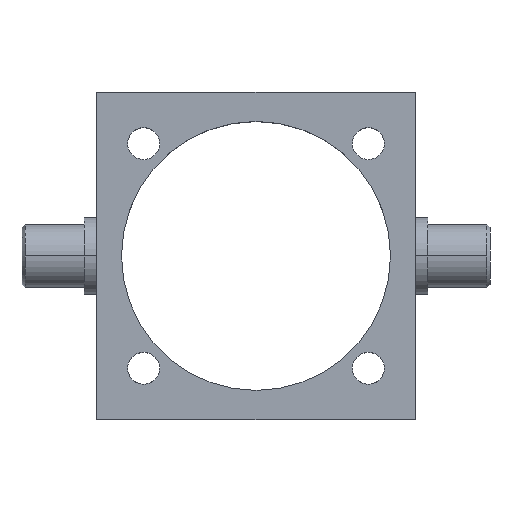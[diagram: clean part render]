
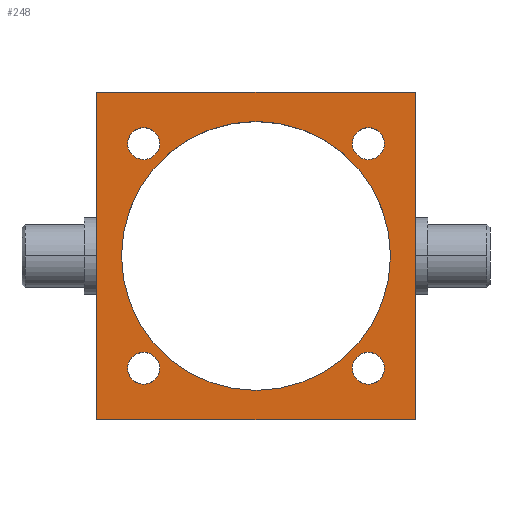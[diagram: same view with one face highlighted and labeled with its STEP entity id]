
A CAD part, top view. The second image highlights one B-rep face of the part: STEP entity #248.
In plain terms, the highlighted planar face has unit normal (0, 0, 1).
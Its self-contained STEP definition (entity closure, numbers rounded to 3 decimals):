
#12 = DIRECTION ( 'NONE',  ( 1., 0., 0. ) ) ;
#14 = DIRECTION ( 'NONE',  ( 0., 0., 1. ) ) ;
#17 = CARTESIAN_POINT ( 'NONE',  ( -51., -52.5, 12.5 ) ) ;
#25 = CARTESIAN_POINT ( 'NONE',  ( 51., 52.5, 12.5 ) ) ;
#31 = DIRECTION ( 'NONE',  ( 0., 1., 0. ) ) ;
#34 = DIRECTION ( 'NONE',  ( 0., -1., 0. ) ) ;
#35 = CARTESIAN_POINT ( 'NONE',  ( -51., 52.5, 12.5 ) ) ;
#38 = DIRECTION ( 'NONE',  ( 1., 0., 0. ) ) ;
#39 = DIRECTION ( 'NONE',  ( 0., 0., 1. ) ) ;
#40 = DIRECTION ( 'NONE',  ( 1., 0., 0. ) ) ;
#41 = DIRECTION ( 'NONE',  ( 0., 0., 1. ) ) ;
#46 = CARTESIAN_POINT ( 'NONE',  ( 36., 36., 12.5 ) ) ;
#50 = DIRECTION ( 'NONE',  ( 1., 0., 0. ) ) ;
#53 = DIRECTION ( 'NONE',  ( 0., 0., 1. ) ) ;
#54 = CARTESIAN_POINT ( 'NONE',  ( -36., 36., 12.5 ) ) ;
#55 = DIRECTION ( 'NONE',  ( 1., 0., 0. ) ) ;
#56 = DIRECTION ( 'NONE',  ( 0., 0., 1. ) ) ;
#72 = CARTESIAN_POINT ( 'NONE',  ( -36., -36., 12.5 ) ) ;
#83 = CARTESIAN_POINT ( 'NONE',  ( 0., 0., 12.5 ) ) ;
#96 = CARTESIAN_POINT ( 'NONE',  ( 0., 0., 12.5 ) ) ;
#106 = DIRECTION ( 'NONE',  ( 1., 0., 0. ) ) ;
#178 = CARTESIAN_POINT ( 'NONE',  ( -51., -52.5, 12.5 ) ) ;
#186 = DIRECTION ( 'NONE',  ( 1., 0., 0. ) ) ;
#195 = PLANE ( 'NONE',  #1208 ) ;
#209 = DIRECTION ( 'NONE',  ( 0., 0., 1. ) ) ;
#248 = ADVANCED_FACE ( 'NONE', ( #1713, #1734, #1729, #1730, #1721, #1719 ), #195, .T. ) ;
#421 = DIRECTION ( 'NONE',  ( 1., 0., 0. ) ) ;
#539 = DIRECTION ( 'NONE',  ( 0., 0., 1. ) ) ;
#540 = CARTESIAN_POINT ( 'NONE',  ( -36., -36., 12.5 ) ) ;
#629 = CARTESIAN_POINT ( 'NONE',  ( 36., -36., 12.5 ) ) ;
#637 = DIRECTION ( 'NONE',  ( 0., 0., 1. ) ) ;
#641 = DIRECTION ( 'NONE',  ( 1., 0., 0. ) ) ;
#647 = CARTESIAN_POINT ( 'NONE',  ( 36., 36., 12.5 ) ) ;
#648 = DIRECTION ( 'NONE',  ( 0., 0., 1. ) ) ;
#662 = DIRECTION ( 'NONE',  ( -1., 0., 0. ) ) ;
#665 = DIRECTION ( 'NONE',  ( 1., 0., 0. ) ) ;
#669 = CARTESIAN_POINT ( 'NONE',  ( -30.875, -36., 12.5 ) ) ;
#680 = CARTESIAN_POINT ( 'NONE',  ( -41.125, 36., 12.5 ) ) ;
#692 = CARTESIAN_POINT ( 'NONE',  ( -41.125, -36., 12.5 ) ) ;
#700 = CARTESIAN_POINT ( 'NONE',  ( -30.875, 36., 12.5 ) ) ;
#701 = CARTESIAN_POINT ( 'NONE',  ( 30.875, 36., 12.5 ) ) ;
#710 = CARTESIAN_POINT ( 'NONE',  ( -51., -52.5, 12.5 ) ) ;
#849 = CIRCLE ( 'NONE', #1069, 5.125 ) ;
#860 = CIRCLE ( 'NONE', #1066, 43.1 ) ;
#866 = CIRCLE ( 'NONE', #937, 5.125 ) ;
#870 = VECTOR ( 'NONE', #662, 1000. ) ;
#872 = LINE ( 'NONE', #2078, #870 ) ;
#929 = AXIS2_PLACEMENT_3D ( 'NONE', #83, #56, #55 ) ;
#937 = AXIS2_PLACEMENT_3D ( 'NONE', #647, #648, #665 ) ;
#939 = AXIS2_PLACEMENT_3D ( 'NONE', #72, #53, #50 ) ;
#940 = AXIS2_PLACEMENT_3D ( 'NONE', #46, #39, #38 ) ;
#965 = AXIS2_PLACEMENT_3D ( 'NONE', #2027, #2037, #2028 ) ;
#987 = AXIS2_PLACEMENT_3D ( 'NONE', #1180, #1368, #1366 ) ;
#996 = AXIS2_PLACEMENT_3D ( 'NONE', #54, #41, #40 ) ;
#1024 = AXIS2_PLACEMENT_3D ( 'NONE', #540, #539, #421 ) ;
#1066 = AXIS2_PLACEMENT_3D ( 'NONE', #96, #14, #106 ) ;
#1069 = AXIS2_PLACEMENT_3D ( 'NONE', #629, #637, #641 ) ;
#1082 = VERTEX_POINT ( 'NONE', #1432 ) ;
#1083 = VERTEX_POINT ( 'NONE', #1441 ) ;
#1097 = VERTEX_POINT ( 'NONE', #1459 ) ;
#1101 = VERTEX_POINT ( 'NONE', #1478 ) ;
#1104 = VERTEX_POINT ( 'NONE', #1447 ) ;
#1106 = VERTEX_POINT ( 'NONE', #1473 ) ;
#1110 = VERTEX_POINT ( 'NONE', #1444 ) ;
#1112 = VERTEX_POINT ( 'NONE', #1488 ) ;
#1123 = VERTEX_POINT ( 'NONE', #669 ) ;
#1126 = VERTEX_POINT ( 'NONE', #680 ) ;
#1140 = VERTEX_POINT ( 'NONE', #701 ) ;
#1141 = VERTEX_POINT ( 'NONE', #710 ) ;
#1143 = VERTEX_POINT ( 'NONE', #700 ) ;
#1146 = VERTEX_POINT ( 'NONE', #692 ) ;
#1180 = CARTESIAN_POINT ( 'NONE',  ( -36., 36., 12.5 ) ) ;
#1208 = AXIS2_PLACEMENT_3D ( 'NONE', #178, #209, #186 ) ;
#1243 = EDGE_CURVE ( 'NONE', #1112, #1101, #872, .T. ) ;
#1244 = EDGE_CURVE ( 'NONE', #1140, #1106, #866, .T. ) ;
#1253 = EDGE_CURVE ( 'NONE', #1097, #1104, #849, .T. ) ;
#1262 = EDGE_CURVE ( 'NONE', #1110, #1083, #860, .T. ) ;
#1272 = EDGE_CURVE ( 'NONE', #1083, #1110, #1505, .T. ) ;
#1273 = EDGE_CURVE ( 'NONE', #1123, #1146, #1506, .T. ) ;
#1275 = EDGE_CURVE ( 'NONE', #1143, #1126, #1510, .T. ) ;
#1276 = EDGE_CURVE ( 'NONE', #1106, #1140, #1511, .T. ) ;
#1277 = EDGE_CURVE ( 'NONE', #1101, #1141, #1503, .T. ) ;
#1278 = EDGE_CURVE ( 'NONE', #1141, #1082, #1512, .T. ) ;
#1282 = EDGE_CURVE ( 'NONE', #1082, #1112, #1516, .T. ) ;
#1285 = EDGE_CURVE ( 'NONE', #1104, #1097, #1524, .T. ) ;
#1298 = EDGE_CURVE ( 'NONE', #1126, #1143, #1537, .T. ) ;
#1324 = EDGE_CURVE ( 'NONE', #1146, #1123, #1561, .T. ) ;
#1366 = DIRECTION ( 'NONE',  ( 1., 0., 0. ) ) ;
#1368 = DIRECTION ( 'NONE',  ( 0., 0., 1. ) ) ;
#1432 = CARTESIAN_POINT ( 'NONE',  ( 51., -52.5, 12.5 ) ) ;
#1441 = CARTESIAN_POINT ( 'NONE',  ( 43.1, 0., 12.5 ) ) ;
#1444 = CARTESIAN_POINT ( 'NONE',  ( -43.1, 0., 12.5 ) ) ;
#1447 = CARTESIAN_POINT ( 'NONE',  ( 41.125, -36., 12.5 ) ) ;
#1459 = CARTESIAN_POINT ( 'NONE',  ( 30.875, -36., 12.5 ) ) ;
#1473 = CARTESIAN_POINT ( 'NONE',  ( 41.125, 36., 12.5 ) ) ;
#1478 = CARTESIAN_POINT ( 'NONE',  ( -51., 52.5, 12.5 ) ) ;
#1488 = CARTESIAN_POINT ( 'NONE',  ( 51., 52.5, 12.5 ) ) ;
#1503 = LINE ( 'NONE', #35, #1509 ) ;
#1505 = CIRCLE ( 'NONE', #929, 43.1 ) ;
#1506 = CIRCLE ( 'NONE', #939, 5.125 ) ;
#1509 = VECTOR ( 'NONE', #34, 1000. ) ;
#1510 = CIRCLE ( 'NONE', #996, 5.125 ) ;
#1511 = CIRCLE ( 'NONE', #940, 5.125 ) ;
#1512 = LINE ( 'NONE', #17, #1513 ) ;
#1513 = VECTOR ( 'NONE', #12, 1000. ) ;
#1516 = LINE ( 'NONE', #25, #1517 ) ;
#1517 = VECTOR ( 'NONE', #31, 1000. ) ;
#1524 = CIRCLE ( 'NONE', #965, 5.125 ) ;
#1537 = CIRCLE ( 'NONE', #987, 5.125 ) ;
#1561 = CIRCLE ( 'NONE', #1024, 5.125 ) ;
#1628 = ORIENTED_EDGE ( 'NONE', *, *, #1253, .F. ) ;
#1689 = ORIENTED_EDGE ( 'NONE', *, *, #1282, .T. ) ;
#1707 = ORIENTED_EDGE ( 'NONE', *, *, #1243, .T. ) ;
#1708 = ORIENTED_EDGE ( 'NONE', *, *, #1272, .F. ) ;
#1713 = FACE_BOUND ( 'NONE', #1821, .T. ) ;
#1719 = FACE_BOUND ( 'NONE', #1796, .T. ) ;
#1721 = FACE_OUTER_BOUND ( 'NONE', #1833, .T. ) ;
#1729 = FACE_BOUND ( 'NONE', #1807, .T. ) ;
#1730 = FACE_BOUND ( 'NONE', #1827, .T. ) ;
#1734 = FACE_BOUND ( 'NONE', #1794, .T. ) ;
#1794 = EDGE_LOOP ( 'NONE', ( #1991, #1628 ) ) ;
#1796 = EDGE_LOOP ( 'NONE', ( #1942, #1708 ) ) ;
#1807 = EDGE_LOOP ( 'NONE', ( #1992, #1988 ) ) ;
#1821 = EDGE_LOOP ( 'NONE', ( #1993, #1860 ) ) ;
#1827 = EDGE_LOOP ( 'NONE', ( #1984, #1852 ) ) ;
#1833 = EDGE_LOOP ( 'NONE', ( #1943, #1964, #1689, #1707 ) ) ;
#1852 = ORIENTED_EDGE ( 'NONE', *, *, #1298, .F. ) ;
#1860 = ORIENTED_EDGE ( 'NONE', *, *, #1324, .F. ) ;
#1942 = ORIENTED_EDGE ( 'NONE', *, *, #1262, .F. ) ;
#1943 = ORIENTED_EDGE ( 'NONE', *, *, #1277, .T. ) ;
#1964 = ORIENTED_EDGE ( 'NONE', *, *, #1278, .T. ) ;
#1984 = ORIENTED_EDGE ( 'NONE', *, *, #1275, .F. ) ;
#1988 = ORIENTED_EDGE ( 'NONE', *, *, #1244, .F. ) ;
#1991 = ORIENTED_EDGE ( 'NONE', *, *, #1285, .F. ) ;
#1992 = ORIENTED_EDGE ( 'NONE', *, *, #1276, .F. ) ;
#1993 = ORIENTED_EDGE ( 'NONE', *, *, #1273, .F. ) ;
#2027 = CARTESIAN_POINT ( 'NONE',  ( 36., -36., 12.5 ) ) ;
#2028 = DIRECTION ( 'NONE',  ( 1., 0., 0. ) ) ;
#2037 = DIRECTION ( 'NONE',  ( 0., 0., 1. ) ) ;
#2078 = CARTESIAN_POINT ( 'NONE',  ( -51., 52.5, 12.5 ) ) ;
